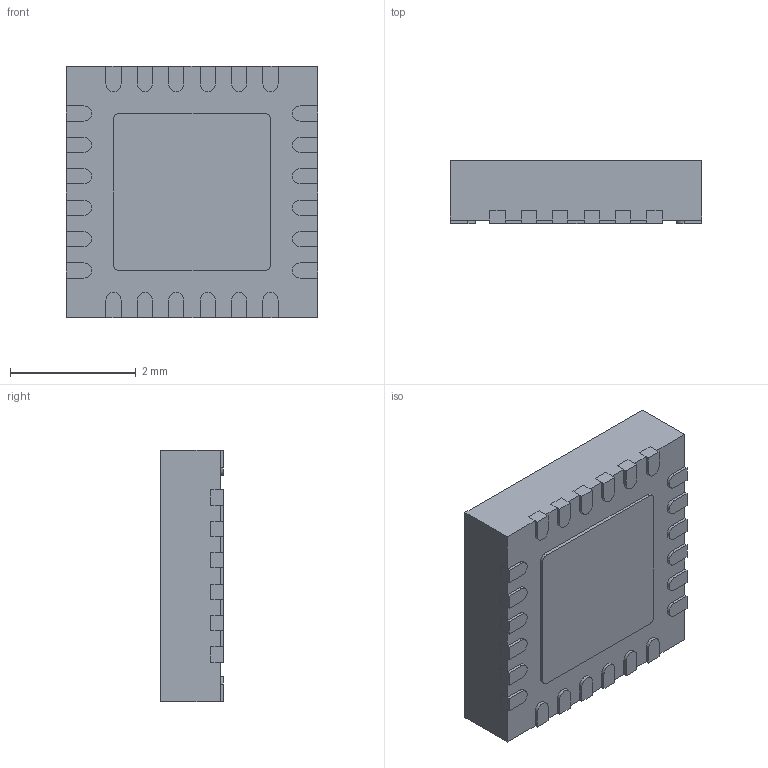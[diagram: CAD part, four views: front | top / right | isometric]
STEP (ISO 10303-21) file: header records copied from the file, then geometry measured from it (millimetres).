
FILE_DESCRIPTION (( 'STEP AP214' ), '1' );
FILE_NAME ('USB2422-I_MJ.STEP', '2024-02-09T12:00:44', ( 'LENOVO' ), ( '' ), 'SwSTEP 2.0', 'SolidWorks 2021', '' );
FILE_SCHEMA (( 'AUTOMOTIVE_DESIGN' ));
Length unit declared in the file: millimetre
Products named in the file (1): USB2422-I_MJ
Bounding box: 4 x 1 x 4 mm (x, y, z)
Volume: 15.6 mm3; surface area: 76 mm2
Topology: 27 solids, 27 shells, 284 faces, 684 edges, 456 vertices
Faces by surface type: plane 212, cylinder 72
Entity records: 8500 total; most frequent: CARTESIAN_POINT 1425, DIRECTION 1398, ORIENTED_EDGE 1368, EDGE_CURVE 684, VECTOR 540, LINE 540, VERTEX_POINT 456, AXIS2_PLACEMENT_3D 429
